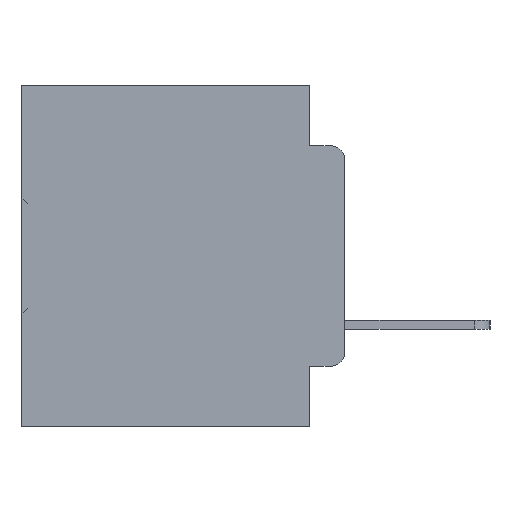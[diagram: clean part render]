
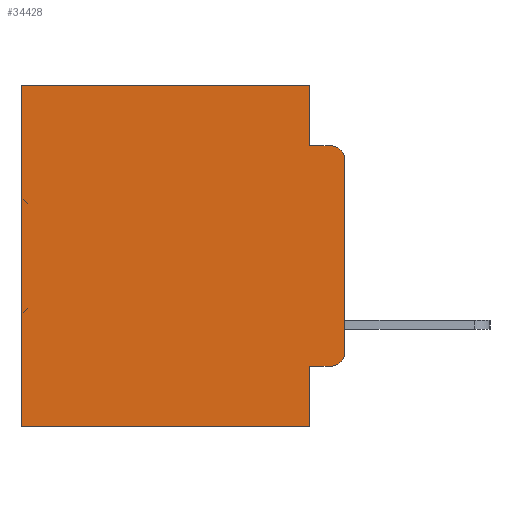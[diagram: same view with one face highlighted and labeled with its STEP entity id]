
A CAD part, left-side view. The second image highlights one B-rep face of the part: STEP entity #34428.
In plain terms, the highlighted planar face has unit normal (-1, 0, 0).
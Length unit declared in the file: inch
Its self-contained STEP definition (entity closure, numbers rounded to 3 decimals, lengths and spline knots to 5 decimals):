
#458 = ORIENTED_EDGE ( 'NONE', *, *, #30394, .T. ) ;
#470 = ORIENTED_EDGE ( 'NONE', *, *, #9714, .T. ) ;
#499 = CARTESIAN_POINT ( 'NONE',  ( 0.298, 0.02, -0.1085 ) ) ;
#843 = CARTESIAN_POINT ( 'NONE',  ( 0.298, 0.051, -0.0885 ) ) ;
#1089 = VERTEX_POINT ( 'NONE', #3058 ) ;
#1275 = CARTESIAN_POINT ( 'NONE',  ( 0.298, 0., -0.1085 ) ) ;
#1667 = CARTESIAN_POINT ( 'NONE',  ( 0.298, 0.473, 0. ) ) ;
#2076 = VERTEX_POINT ( 'NONE', #1667 ) ;
#2504 = ORIENTED_EDGE ( 'NONE', *, *, #19817, .T. ) ;
#2528 = AXIS2_PLACEMENT_3D ( 'NONE', #32362, #35080, #18605 ) ;
#2832 = VECTOR ( 'NONE', #35127, 39.37008 ) ;
#3058 = CARTESIAN_POINT ( 'NONE',  ( 0.298, 0.051, 0. ) ) ;
#3528 = DIRECTION ( 'NONE',  ( 0., 0., -1. ) ) ;
#4017 = EDGE_CURVE ( 'NONE', #31136, #21623, #19497, .T. ) ;
#4259 = ORIENTED_EDGE ( 'NONE', *, *, #36003, .F. ) ;
#4327 = ORIENTED_EDGE ( 'NONE', *, *, #29693, .F. ) ;
#5360 = CARTESIAN_POINT ( 'NONE',  ( 0.298, 0.051, -0.5 ) ) ;
#5503 = ORIENTED_EDGE ( 'NONE', *, *, #20505, .T. ) ;
#5745 = DIRECTION ( 'NONE',  ( 0., 0., -1. ) ) ;
#6468 = CARTESIAN_POINT ( 'NONE',  ( 0.298, 0.02, -0.4115 ) ) ;
#7488 = CARTESIAN_POINT ( 'NONE',  ( 0.298, 0.473, -0.5 ) ) ;
#8220 = DIRECTION ( 'NONE',  ( 0., 1., 0. ) ) ;
#8935 = CIRCLE ( 'NONE', #27881, 0.02 ) ;
#9039 = VECTOR ( 'NONE', #29788, 39.37008 ) ;
#9714 = EDGE_CURVE ( 'NONE', #1089, #2076, #32883, .T. ) ;
#11370 = LINE ( 'NONE', #31799, #31690 ) ;
#11462 = CARTESIAN_POINT ( 'NONE',  ( 0.298, 0.02, -0.0885 ) ) ;
#14921 = CARTESIAN_POINT ( 'NONE',  ( 0.298, 0.051, -0.0885 ) ) ;
#14960 = CARTESIAN_POINT ( 'NONE',  ( 0.298, 0.02, -0.3915 ) ) ;
#15281 = VERTEX_POINT ( 'NONE', #20739 ) ;
#16138 = CARTESIAN_POINT ( 'NONE',  ( 0.298, 0.473, 0. ) ) ;
#16426 = VERTEX_POINT ( 'NONE', #6468 ) ;
#17396 = VECTOR ( 'NONE', #5745, 39.37008 ) ;
#17728 = DIRECTION ( 'NONE',  ( 0., 0., -1. ) ) ;
#17927 = DIRECTION ( 'NONE',  ( 0., -1., 0. ) ) ;
#18372 = FACE_OUTER_BOUND ( 'NONE', #30341, .T. ) ;
#18605 = DIRECTION ( 'NONE',  ( 0., 0., -1. ) ) ;
#19497 = LINE ( 'NONE', #843, #33310 ) ;
#19725 = VECTOR ( 'NONE', #24315, 39.37008 ) ;
#19817 = EDGE_CURVE ( 'NONE', #2076, #30075, #20580, .T. ) ;
#20389 = DIRECTION ( 'NONE',  ( -1., 0., 0. ) ) ;
#20505 = EDGE_CURVE ( 'NONE', #27223, #16426, #31107, .T. ) ;
#20580 = LINE ( 'NONE', #16138, #19725 ) ;
#20739 = CARTESIAN_POINT ( 'NONE',  ( 0.298, 0., -0.3915 ) ) ;
#20811 = CIRCLE ( 'NONE', #31224, 0.02 ) ;
#21258 = PLANE ( 'NONE',  #2528 ) ;
#21623 = VERTEX_POINT ( 'NONE', #11462 ) ;
#23326 = VERTEX_POINT ( 'NONE', #5360 ) ;
#23849 = LINE ( 'NONE', #25235, #17396 ) ;
#24043 = CARTESIAN_POINT ( 'NONE',  ( 0.298, 0.051, -0.4115 ) ) ;
#24315 = DIRECTION ( 'NONE',  ( 0., 0., -1. ) ) ;
#25208 = LINE ( 'NONE', #32409, #2832 ) ;
#25235 = CARTESIAN_POINT ( 'NONE',  ( 0.298, 0.051, 0. ) ) ;
#25503 = VECTOR ( 'NONE', #30723, 39.37008 ) ;
#25599 = ORIENTED_EDGE ( 'NONE', *, *, #35046, .F. ) ;
#25785 = VERTEX_POINT ( 'NONE', #1275 ) ;
#26510 = EDGE_CURVE ( 'NONE', #25785, #21623, #8935, .T. ) ;
#27223 = VERTEX_POINT ( 'NONE', #24043 ) ;
#27701 = CARTESIAN_POINT ( 'NONE',  ( 0.298, 0., 0. ) ) ;
#27881 = AXIS2_PLACEMENT_3D ( 'NONE', #499, #20389, #3528 ) ;
#29011 = EDGE_CURVE ( 'NONE', #1089, #31136, #25208, .T. ) ;
#29693 = EDGE_CURVE ( 'NONE', #27223, #23326, #23849, .T. ) ;
#29788 = DIRECTION ( 'NONE',  ( 0., -1., 0. ) ) ;
#29916 = CARTESIAN_POINT ( 'NONE',  ( 0.298, 0.051, -0.4115 ) ) ;
#30075 = VERTEX_POINT ( 'NONE', #7488 ) ;
#30341 = EDGE_LOOP ( 'NONE', ( #25599, #31061, #31740, #34241, #470, #2504, #4259, #4327, #5503, #458 ) ) ;
#30347 = VECTOR ( 'NONE', #8220, 39.37008 ) ;
#30360 = CARTESIAN_POINT ( 'NONE',  ( 0.298, 0., -0.5 ) ) ;
#30394 = EDGE_CURVE ( 'NONE', #16426, #15281, #20811, .T. ) ;
#30723 = DIRECTION ( 'NONE',  ( 0., 1., 0. ) ) ;
#31061 = ORIENTED_EDGE ( 'NONE', *, *, #26510, .T. ) ;
#31107 = LINE ( 'NONE', #29916, #9039 ) ;
#31136 = VERTEX_POINT ( 'NONE', #14921 ) ;
#31224 = AXIS2_PLACEMENT_3D ( 'NONE', #14960, #34237, #17728 ) ;
#31228 = LINE ( 'NONE', #30360, #30347 ) ;
#31690 = VECTOR ( 'NONE', #34654, 39.37008 ) ;
#31740 = ORIENTED_EDGE ( 'NONE', *, *, #4017, .F. ) ;
#31799 = CARTESIAN_POINT ( 'NONE',  ( 0.298, 0., 0. ) ) ;
#32362 = CARTESIAN_POINT ( 'NONE',  ( 0.298, 0., 0. ) ) ;
#32409 = CARTESIAN_POINT ( 'NONE',  ( 0.298, 0.051, 0. ) ) ;
#32883 = LINE ( 'NONE', #27701, #25503 ) ;
#33310 = VECTOR ( 'NONE', #17927, 39.37008 ) ;
#34237 = DIRECTION ( 'NONE',  ( -1., 0., 0. ) ) ;
#34241 = ORIENTED_EDGE ( 'NONE', *, *, #29011, .F. ) ;
#34428 = ADVANCED_FACE ( 'NONE', ( #18372 ), #21258, .F. ) ;
#34654 = DIRECTION ( 'NONE',  ( 0., 0., -1. ) ) ;
#35046 = EDGE_CURVE ( 'NONE', #25785, #15281, #11370, .T. ) ;
#35080 = DIRECTION ( 'NONE',  ( 1., 0., 0. ) ) ;
#35127 = DIRECTION ( 'NONE',  ( 0., 0., -1. ) ) ;
#36003 = EDGE_CURVE ( 'NONE', #23326, #30075, #31228, .T. ) ;
